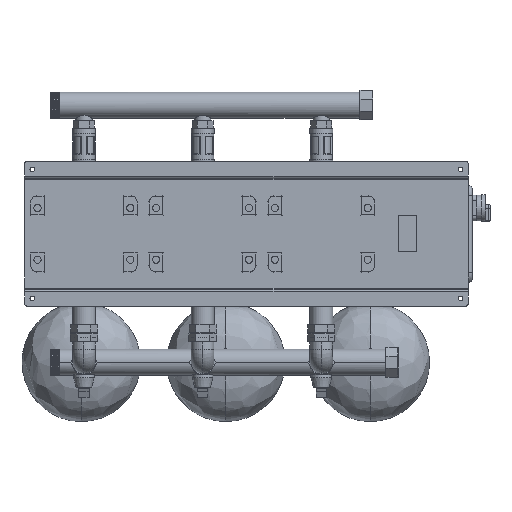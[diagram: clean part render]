
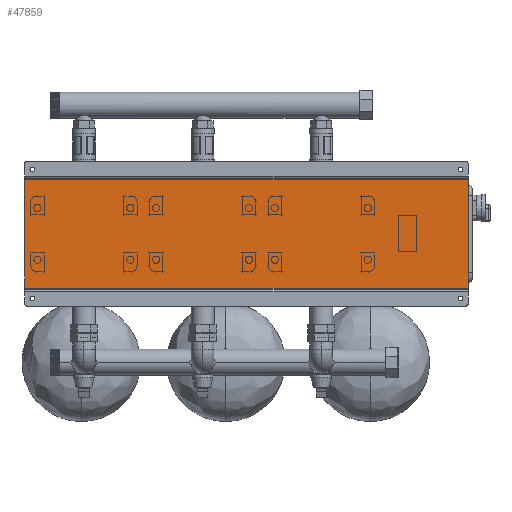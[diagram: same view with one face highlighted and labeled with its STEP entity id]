
A CAD part, front view. The second image highlights one B-rep face of the part: STEP entity #47859.
In plain terms, the highlighted planar face has unit normal (0, -1, 0).
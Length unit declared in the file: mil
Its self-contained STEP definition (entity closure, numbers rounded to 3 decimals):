
#6220 = ORIENTED_EDGE ( 'NONE', *, *, #176127, .T. ) ;
#9496 = VERTEX_POINT ( 'NONE', #166919 ) ;
#15997 = FACE_OUTER_BOUND ( 'NONE', #111019, .T. ) ;
#19210 = LINE ( 'NONE', #187002, #177369 ) ;
#30017 = CARTESIAN_POINT ( 'NONE',  ( 16929.134, 2007.874, -4133.858 ) ) ;
#31084 = CARTESIAN_POINT ( 'NONE',  ( -16929.134, 2007.874, 4133.858 ) ) ;
#47859 = ADVANCED_FACE ( 'NONE', ( #15997 ), #96616, .F. ) ;
#71915 = EDGE_CURVE ( 'NONE', #132020, #9496, #129729, .T. ) ;
#73162 = ORIENTED_EDGE ( 'NONE', *, *, #142082, .F. ) ;
#76726 = AXIS2_PLACEMENT_3D ( 'NONE', #30017, #145081, #208680 ) ;
#81928 = ORIENTED_EDGE ( 'NONE', *, *, #179604, .F. ) ;
#84187 = ORIENTED_EDGE ( 'NONE', *, *, #71915, .T. ) ;
#96616 = PLANE ( 'NONE',  #76726 ) ;
#97194 = CARTESIAN_POINT ( 'NONE',  ( 16929.134, 2007.874, -4133.858 ) ) ;
#103531 = LINE ( 'NONE', #169184, #125338 ) ;
#104594 = DIRECTION ( 'NONE',  ( 0., 0., -1. ) ) ;
#108937 = CARTESIAN_POINT ( 'NONE',  ( 16929.134, 2007.874, 4133.858 ) ) ;
#111019 = EDGE_LOOP ( 'NONE', ( #84187, #81928, #73162, #6220 ) ) ;
#111031 = LINE ( 'NONE', #108937, #163180 ) ;
#125338 = VECTOR ( 'NONE', #104594, 39370.079 ) ;
#129729 = LINE ( 'NONE', #163069, #129861 ) ;
#129861 = VECTOR ( 'NONE', #145874, 39370.079 ) ;
#132020 = VERTEX_POINT ( 'NONE', #31084 ) ;
#142082 = EDGE_CURVE ( 'NONE', #172233, #195978, #103531, .T. ) ;
#142335 = CARTESIAN_POINT ( 'NONE',  ( 16929.134, 2007.874, 4133.858 ) ) ;
#145081 = DIRECTION ( 'NONE',  ( 0., 1., 0. ) ) ;
#145874 = DIRECTION ( 'NONE',  ( 0., 0., -1. ) ) ;
#163069 = CARTESIAN_POINT ( 'NONE',  ( -16929.134, 2007.874, -4133.858 ) ) ;
#163180 = VECTOR ( 'NONE', #172475, 39370.079 ) ;
#166919 = CARTESIAN_POINT ( 'NONE',  ( -16929.134, 2007.874, -4133.858 ) ) ;
#169184 = CARTESIAN_POINT ( 'NONE',  ( 16929.134, 2007.874, 4133.858 ) ) ;
#172233 = VERTEX_POINT ( 'NONE', #142335 ) ;
#172475 = DIRECTION ( 'NONE',  ( -1., 0., 0. ) ) ;
#176127 = EDGE_CURVE ( 'NONE', #172233, #132020, #111031, .T. ) ;
#177369 = VECTOR ( 'NONE', #199974, 39370.079 ) ;
#179604 = EDGE_CURVE ( 'NONE', #195978, #9496, #19210, .T. ) ;
#187002 = CARTESIAN_POINT ( 'NONE',  ( 16929.134, 2007.874, -4133.858 ) ) ;
#195978 = VERTEX_POINT ( 'NONE', #97194 ) ;
#199974 = DIRECTION ( 'NONE',  ( -1., 0., 0. ) ) ;
#208680 = DIRECTION ( 'NONE',  ( 1., 0., 0. ) ) ;
